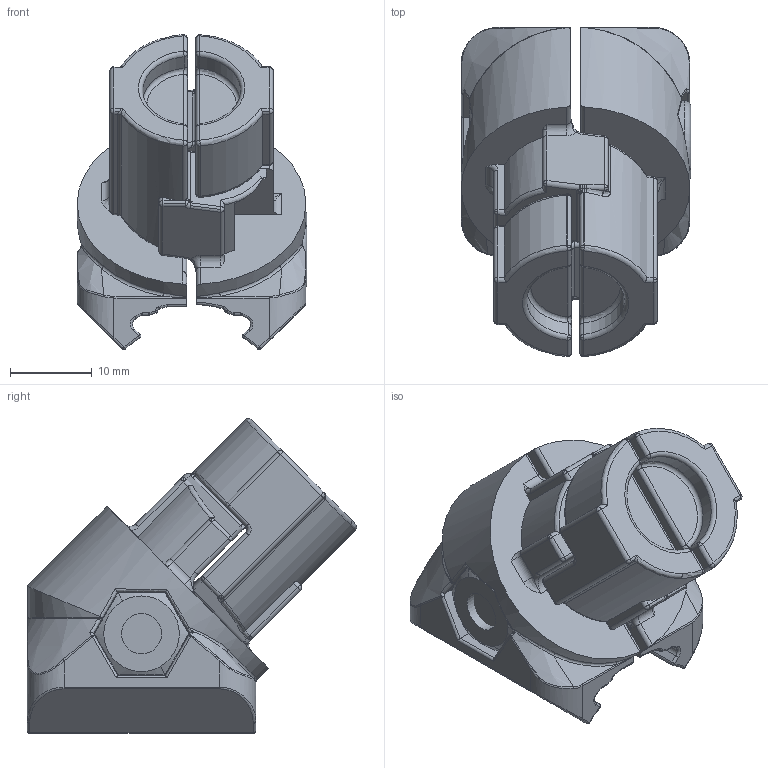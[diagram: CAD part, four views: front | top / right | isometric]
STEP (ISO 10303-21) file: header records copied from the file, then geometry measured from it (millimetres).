
FILE_DESCRIPTION (( 'STEP AP203' ), '1' );
FILE_NAME ('TFS.D28.2.02.03.STEP', '2019-01-22T02:34:57', ( 'user' ), ( '' ), 'SwSTEP 2.0', 'SolidWorks 2012', '' );
FILE_SCHEMA (( 'CONFIG_CONTROL_DESIGN' ));
Length unit declared in the file: millimetre
Products named in the file (1): TFS.D28.2.02.03
Bounding box: 28.1 x 40.33 x 38.54 mm (x, y, z)
Surface area: 7290 mm2 (no closed solid volume)
Topology: 0 solids, 5 shells, 486 faces, 1359 edges, 832 vertices
Faces by surface type: cylinder 168, bspline 90, plane 83, sphere 73, torus 63, cone 9
Entity records: 17655 total; most frequent: CARTESIAN_POINT 6076, ORIENTED_EDGE 2401, DIRECTION 2374, EDGE_CURVE 1317, AXIS2_PLACEMENT_3D 945, VERTEX_POINT 827, CIRCLE 548, EDGE_LOOP 502
